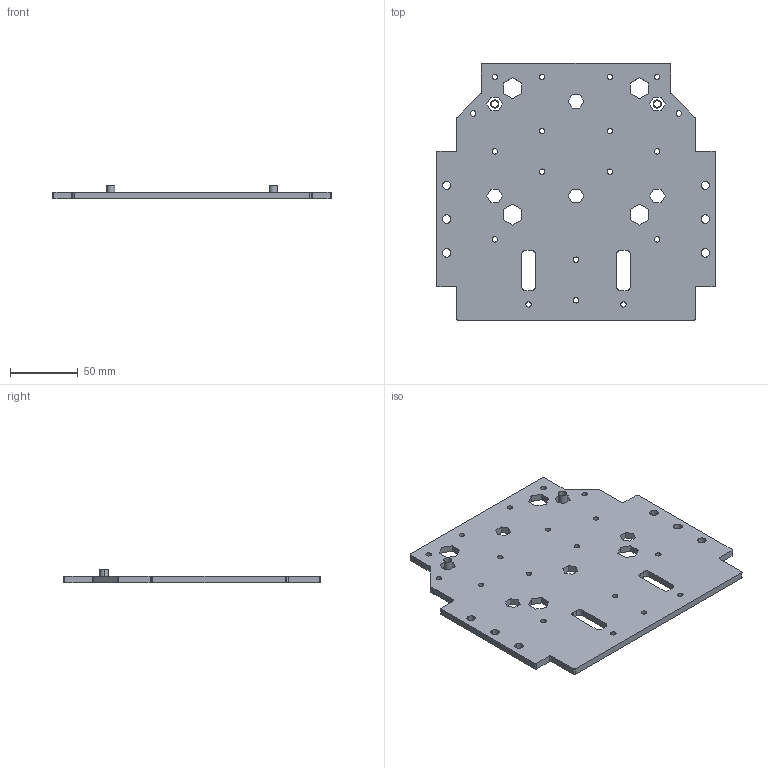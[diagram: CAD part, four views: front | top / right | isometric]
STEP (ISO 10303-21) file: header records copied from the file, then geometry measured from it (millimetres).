
FILE_DESCRIPTION((''),'2;1');
FILE_NAME('TORSO_MOUNT_BOX_B_CARBONC','2022-07-16T15:05:26',('ccha425'),('Department of Mechanical Engineering, The University of Auckland'),'CREO PARAMETRIC BY PTC INC, 2017260','CREO PARAMETRIC BY PTC INC, 2017260','');
FILE_SCHEMA(('CONFIG_CONTROL_DESIGN'));
Length unit declared in the file: millimetre
Products named in the file (1): TORSO_MOUNT_BOX_B_CARBONC
Bounding box: 206 x 190 x 10 mm (x, y, z)
Volume: 165901.5 mm3; surface area: 75021.2 mm2
Topology: 1 solids, 3 shells, 164 faces, 484 edges, 324 vertices
Faces by surface type: plane 88, cylinder 76
Entity records: 5701 total; most frequent: CARTESIAN_POINT 973, DIRECTION 970, ORIENTED_EDGE 960, EDGE_CURVE 484, VECTOR 328, LINE 328, VERTEX_POINT 324, AXIS2_PLACEMENT_3D 321
